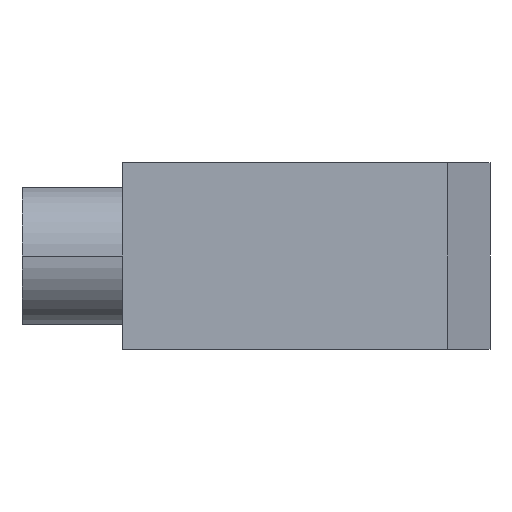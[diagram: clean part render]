
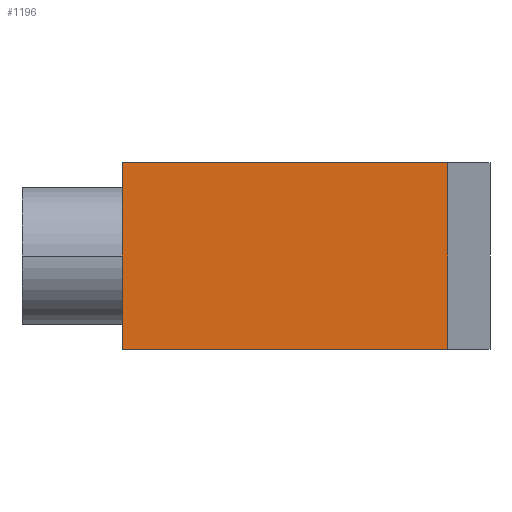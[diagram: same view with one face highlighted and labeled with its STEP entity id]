
A CAD part, left-side view. The second image highlights one B-rep face of the part: STEP entity #1196.
In plain terms, the highlighted planar face has unit normal (-1, 0, 0).
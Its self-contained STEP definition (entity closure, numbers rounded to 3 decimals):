
#1183=AXIS2_PLACEMENT_3D('Plane Axis2P3D',#1180,#1181,#1182) ;
#930=CARTESIAN_POINT('Vertex',(-47.25,46.5,104.9)) ;
#946=CARTESIAN_POINT('Vertex',(-47.25,46.5,85.9)) ;
#949=CARTESIAN_POINT('Line Origine',(-47.25,46.5,95.4)) ;
#965=CARTESIAN_POINT('Line Origine',(-47.25,29.917,104.9)) ;
#969=CARTESIAN_POINT('Vertex',(-47.25,13.335,104.9)) ;
#1066=CARTESIAN_POINT('Vertex',(-47.25,13.335,85.9)) ;
#1069=CARTESIAN_POINT('Line Origine',(-47.25,29.917,85.9)) ;
#1180=CARTESIAN_POINT('Axis2P3D Location',(-47.25,46.5,0.)) ;
#1185=CARTESIAN_POINT('Line Origine',(-47.25,13.335,95.4)) ;
#950=DIRECTION('Vector Direction',(0.,0.,1.)) ;
#966=DIRECTION('Vector Direction',(0.,-1.,0.)) ;
#1070=DIRECTION('Vector Direction',(0.,-1.,0.)) ;
#1181=DIRECTION('Axis2P3D Direction',(-1.,0.,0.)) ;
#1182=DIRECTION('Axis2P3D XDirection',(0.,-1.,0.)) ;
#1186=DIRECTION('Vector Direction',(0.,0.,1.)) ;
#951=VECTOR('Line Direction',#950,1.) ;
#967=VECTOR('Line Direction',#966,1.) ;
#1071=VECTOR('Line Direction',#1070,1.) ;
#1187=VECTOR('Line Direction',#1186,1.) ;
#1191=ORIENTED_EDGE('',*,*,#971,.T.) ;
#1192=ORIENTED_EDGE('',*,*,#953,.F.) ;
#1193=ORIENTED_EDGE('',*,*,#1073,.F.) ;
#1194=ORIENTED_EDGE('',*,*,#1189,.T.) ;
#1196=ADVANCED_FACE('XT3 3p Plug-in FCCuAl sup',(#1195),#1184,.T.) ;
#953=EDGE_CURVE('',#947,#931,#952,.T.) ;
#971=EDGE_CURVE('',#970,#931,#968,.F.) ;
#1073=EDGE_CURVE('',#1067,#947,#1072,.F.) ;
#1189=EDGE_CURVE('',#1067,#970,#1188,.T.) ;
#1190=EDGE_LOOP('',(#1191,#1192,#1193,#1194)) ;
#1195=FACE_OUTER_BOUND('',#1190,.T.) ;
#952=LINE('Line',#949,#951) ;
#968=LINE('Line',#965,#967) ;
#1072=LINE('Line',#1069,#1071) ;
#1188=LINE('Line',#1185,#1187) ;
#1184=PLANE('',#1183) ;
#931=VERTEX_POINT('',#930) ;
#947=VERTEX_POINT('',#946) ;
#970=VERTEX_POINT('',#969) ;
#1067=VERTEX_POINT('',#1066) ;
